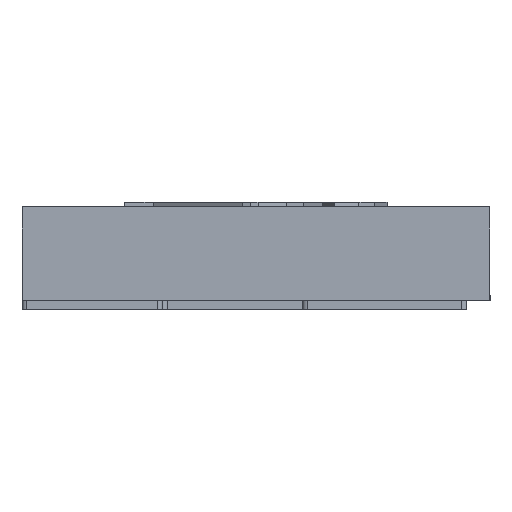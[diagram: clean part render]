
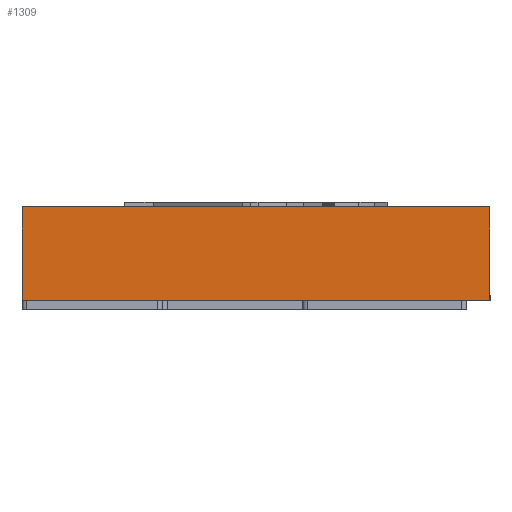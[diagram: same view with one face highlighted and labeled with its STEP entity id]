
A CAD part, left-side view. The second image highlights one B-rep face of the part: STEP entity #1309.
In plain terms, the highlighted planar face has unit normal (-1, 0, 0).
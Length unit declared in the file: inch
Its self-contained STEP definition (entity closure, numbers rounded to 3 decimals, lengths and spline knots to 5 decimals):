
#36 = VECTOR ( 'NONE', #1670, 39.37008 ) ;
#52 = CARTESIAN_POINT ( 'NONE',  ( -0.1, 0.05, 0.002 ) ) ;
#240 = VERTEX_POINT ( 'NONE', #52 ) ;
#267 = CARTESIAN_POINT ( 'NONE',  ( -0.1, 0.05, 0.021 ) ) ;
#275 = EDGE_CURVE ( 'NONE', #2893, #1118, #1313, .T. ) ;
#413 = VERTEX_POINT ( 'NONE', #2793 ) ;
#471 = CARTESIAN_POINT ( 'NONE',  ( -0.1, 0.021, 0.021 ) ) ;
#630 = ORIENTED_EDGE ( 'NONE', *, *, #3519, .F. ) ;
#781 = DIRECTION ( 'NONE',  ( 0., 0., -1. ) ) ;
#906 = LINE ( 'NONE', #3408, #36 ) ;
#1056 = DIRECTION ( 'NONE',  ( -1., 0., 0. ) ) ;
#1118 = VERTEX_POINT ( 'NONE', #1535 ) ;
#1309 = ADVANCED_FACE ( 'NONE', ( #3091 ), #3710, .T. ) ;
#1313 = LINE ( 'NONE', #2475, #2739 ) ;
#1382 = ORIENTED_EDGE ( 'NONE', *, *, #275, .F. ) ;
#1476 = VECTOR ( 'NONE', #781, 39.37008 ) ;
#1535 = CARTESIAN_POINT ( 'NONE',  ( -0.1, -0.05, 0.022 ) ) ;
#1544 = CARTESIAN_POINT ( 'NONE',  ( -0.1, 0.05, 0.022 ) ) ;
#1618 = DIRECTION ( 'NONE',  ( 0., 0., 1. ) ) ;
#1670 = DIRECTION ( 'NONE',  ( 0., 1., 0. ) ) ;
#1776 = DIRECTION ( 'NONE',  ( 0., -1., 0. ) ) ;
#1994 = LINE ( 'NONE', #267, #1476 ) ;
#2168 = LINE ( 'NONE', #2473, #3495 ) ;
#2255 = EDGE_CURVE ( 'NONE', #2893, #240, #1994, .T. ) ;
#2473 = CARTESIAN_POINT ( 'NONE',  ( -0.1, -0.05, 0.021 ) ) ;
#2475 = CARTESIAN_POINT ( 'NONE',  ( -0.1, 0., 0.022 ) ) ;
#2739 = VECTOR ( 'NONE', #1776, 39.37008 ) ;
#2793 = CARTESIAN_POINT ( 'NONE',  ( -0.1, -0.05, 0.002 ) ) ;
#2869 = AXIS2_PLACEMENT_3D ( 'NONE', #471, #1056, #1618 ) ;
#2893 = VERTEX_POINT ( 'NONE', #1544 ) ;
#3091 = FACE_OUTER_BOUND ( 'NONE', #3208, .T. ) ;
#3105 = ORIENTED_EDGE ( 'NONE', *, *, #2255, .T. ) ;
#3117 = EDGE_CURVE ( 'NONE', #1118, #413, #2168, .T. ) ;
#3208 = EDGE_LOOP ( 'NONE', ( #630, #3398, #1382, #3105 ) ) ;
#3329 = DIRECTION ( 'NONE',  ( 0., 0., -1. ) ) ;
#3398 = ORIENTED_EDGE ( 'NONE', *, *, #3117, .F. ) ;
#3408 = CARTESIAN_POINT ( 'NONE',  ( -0.1, 0.021, 0.002 ) ) ;
#3495 = VECTOR ( 'NONE', #3329, 39.37008 ) ;
#3519 = EDGE_CURVE ( 'NONE', #413, #240, #906, .T. ) ;
#3710 = PLANE ( 'NONE',  #2869 ) ;
